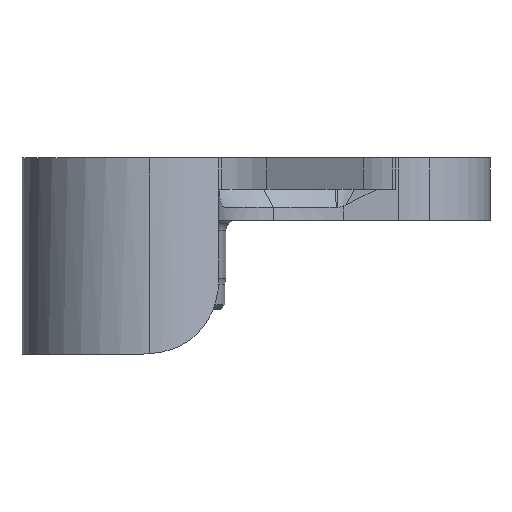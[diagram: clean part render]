
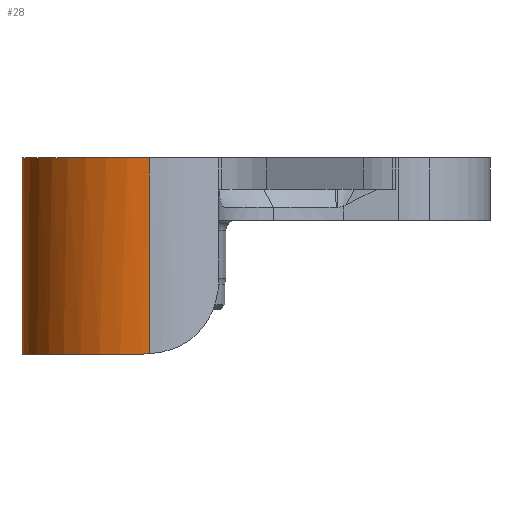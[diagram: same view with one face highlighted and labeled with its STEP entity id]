
A CAD part, left-side view. The second image highlights one B-rep face of the part: STEP entity #28.
In plain terms, the highlighted cylindrical face has radius 14.287 mm (diameter 28.575 mm), a partial arc.
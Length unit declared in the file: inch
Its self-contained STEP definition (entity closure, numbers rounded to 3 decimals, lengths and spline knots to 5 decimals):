
#10 = CARTESIAN_POINT ( 'NONE',  ( -0.56148, 0.03378, -0.729 ) ) ;
#27 = DIRECTION ( 'NONE',  ( 1., 0., 0. ) ) ;
#28 = ADVANCED_FACE ( 'NONE', ( #1716 ), #69, .T. ) ;
#56 = VECTOR ( 'NONE', #124, 39.37008 ) ;
#69 = CYLINDRICAL_SURFACE ( 'NONE', #1207, 0.5625 ) ;
#78 = CARTESIAN_POINT ( 'NONE',  ( 0.19551, 0.52743, -0.729 ) ) ;
#108 = EDGE_CURVE ( 'NONE', #2232, #533, #1088, .T. ) ;
#120 = CARTESIAN_POINT ( 'NONE',  ( 0.48303, 0.2883, -0.14367 ) ) ;
#124 = DIRECTION ( 'NONE',  ( 0., 0., -1. ) ) ;
#125 = EDGE_CURVE ( 'NONE', #1397, #968, #995, .T. ) ;
#137 = CARTESIAN_POINT ( 'NONE',  ( 0.45009, 0.33751, -0.54846 ) ) ;
#138 = ORIENTED_EDGE ( 'NONE', *, *, #1017, .F. ) ;
#149 = CARTESIAN_POINT ( 'NONE',  ( 0.29713, 0.47775, -0.71478 ) ) ;
#247 = VERTEX_POINT ( 'NONE', #1094 ) ;
#303 = CARTESIAN_POINT ( 'NONE',  ( 0.47117, 0.30726, -0.394 ) ) ;
#307 = CARTESIAN_POINT ( 'NONE',  ( 0.49424, 0.26858, -0.138 ) ) ;
#323 = CARTESIAN_POINT ( 'NONE',  ( 0.46441, 0.3174, -0.48428 ) ) ;
#339 = CARTESIAN_POINT ( 'NONE',  ( 0.34972, 0.44101, -0.69097 ) ) ;
#351 = DIRECTION ( 'NONE',  ( 0., 0., -1. ) ) ;
#356 = VECTOR ( 'NONE', #1507, 39.37008 ) ;
#413 = CARTESIAN_POINT ( 'NONE',  ( 0.47117, 0.30726, -0.183 ) ) ;
#445 = AXIS2_PLACEMENT_3D ( 'NONE', #2225, #476, #1253 ) ;
#454 = VERTEX_POINT ( 'NONE', #413 ) ;
#456 = EDGE_CURVE ( 'NONE', #533, #1679, #895, .T. ) ;
#466 = LINE ( 'NONE', #1243, #1336 ) ;
#476 = DIRECTION ( 'NONE',  ( 0., 0., 1. ) ) ;
#485 = ORIENTED_EDGE ( 'NONE', *, *, #108, .T. ) ;
#488 = CARTESIAN_POINT ( 'NONE',  ( -0.5625, 0.0112, -0.72863 ) ) ;
#516 = CARTESIAN_POINT ( 'NONE',  ( 0.47117, 0.30726, -0.41709 ) ) ;
#525 = EDGE_CURVE ( 'NONE', #1747, #968, #658, .T. ) ;
#531 = CARTESIAN_POINT ( 'NONE',  ( 0.39284, 0.4027, -0.65341 ) ) ;
#533 = VERTEX_POINT ( 'NONE', #1717 ) ;
#604 = ORIENTED_EDGE ( 'NONE', *, *, #125, .T. ) ;
#638 = ORIENTED_EDGE ( 'NONE', *, *, #941, .F. ) ;
#658 = CIRCLE ( 'NONE', #2086, 0.5625 ) ;
#668 = ORIENTED_EDGE ( 'NONE', *, *, #2412, .T. ) ;
#696 = CARTESIAN_POINT ( 'NONE',  ( 0.47182, 0.30626, -0.17114 ) ) ;
#716 = CARTESIAN_POINT ( 'NONE',  ( 0.41607, 0.37861, -0.62261 ) ) ;
#722 = CARTESIAN_POINT ( 'NONE',  ( -0.5625, 0., 0.138 ) ) ;
#729 = CARTESIAN_POINT ( 'NONE',  ( 0.21713, 0.51941, -0.729 ) ) ;
#843 = CARTESIAN_POINT ( 'NONE',  ( 0., 0., 0.138 ) ) ;
#886 = CARTESIAN_POINT ( 'NONE',  ( 0.48044, 0.29258, -0.14701 ) ) ;
#895 = CIRCLE ( 'NONE', #2330, 0.5625 ) ;
#904 = CARTESIAN_POINT ( 'NONE',  ( 0.44336, 0.34642, -0.56828 ) ) ;
#918 = CARTESIAN_POINT ( 'NONE',  ( 0.27788, 0.4892, -0.72019 ) ) ;
#941 = EDGE_CURVE ( 'NONE', #1397, #454, #466, .T. ) ;
#968 = VERTEX_POINT ( 'NONE', #78 ) ;
#989 = CARTESIAN_POINT ( 'NONE',  ( 0., 0., -0.138 ) ) ;
#995 = B_SPLINE_CURVE_WITH_KNOTS ( 'NONE', 3,
 ( #2263, #516, #1294, #2073, #323, #1099, #1883, #137, #904, #1692, #2466, #716, #1502, #2278, #531, #1308, #2088, #339, #1116, #1896, #149, #918, #1706, #2482, #729, #1514 ),
 .UNSPECIFIED., .F., .F.,
 ( 4, 2, 2, 2, 2, 2, 2, 2, 2, 2, 2, 2, 4 ),
 ( 0., 0.00173, 0.0026, 0.00347, 0.0052, 0.00607, 0.00694, 0.0078, 0.00867, 0.01041, 0.01127, 0.01214, 0.01387 ),
 .UNSPECIFIED. ) ;
#999 = B_SPLINE_CURVE_WITH_KNOTS ( 'NONE', 3,
 ( #1457, #2235, #488, #1264 ),
 .UNSPECIFIED., .F., .F.,
 ( 4, 4 ),
 ( 0., 0.00085 ),
 .UNSPECIFIED. ) ;
#1017 = EDGE_CURVE ( 'NONE', #1374, #247, #2473, .T. ) ;
#1032 = ORIENTED_EDGE ( 'NONE', *, *, #456, .T. ) ;
#1081 = CARTESIAN_POINT ( 'NONE',  ( 0.4914, 0.27381, -0.138 ) ) ;
#1088 = LINE ( 'NONE', #1869, #56 ) ;
#1094 = CARTESIAN_POINT ( 'NONE',  ( -0.5625, 0., -0.72785 ) ) ;
#1099 = CARTESIAN_POINT ( 'NONE',  ( 0.46045, 0.32311, -0.50618 ) ) ;
#1116 = CARTESIAN_POINT ( 'NONE',  ( 0.33328, 0.45365, -0.70041 ) ) ;
#1127 = DIRECTION ( 'NONE',  ( -1., 0., 0. ) ) ;
#1190 = ORIENTED_EDGE ( 'NONE', *, *, #1350, .T. ) ;
#1207 = AXIS2_PLACEMENT_3D ( 'NONE', #843, #1628, #2405 ) ;
#1243 = CARTESIAN_POINT ( 'NONE',  ( 0.47117, 0.30726, -0.729 ) ) ;
#1253 = DIRECTION ( 'NONE',  ( 1., 0., 0. ) ) ;
#1264 = CARTESIAN_POINT ( 'NONE',  ( -0.5625, 0., -0.72785 ) ) ;
#1294 = CARTESIAN_POINT ( 'NONE',  ( 0.46989, 0.30924, -0.43977 ) ) ;
#1308 = CARTESIAN_POINT ( 'NONE',  ( 0.37952, 0.41528, -0.66702 ) ) ;
#1336 = VECTOR ( 'NONE', #2021, 39.37008 ) ;
#1350 = EDGE_CURVE ( 'NONE', #1747, #247, #999, .T. ) ;
#1374 = VERTEX_POINT ( 'NONE', #1469 ) ;
#1397 = VERTEX_POINT ( 'NONE', #303 ) ;
#1457 = CARTESIAN_POINT ( 'NONE',  ( -0.56148, 0.03378, -0.729 ) ) ;
#1464 = EDGE_CURVE ( 'NONE', #2232, #1374, #1539, .T. ) ;
#1469 = CARTESIAN_POINT ( 'NONE',  ( -0.5625, 0., 0.138 ) ) ;
#1483 = CARTESIAN_POINT ( 'NONE',  ( 0.47117, 0.30726, -0.17705 ) ) ;
#1502 = CARTESIAN_POINT ( 'NONE',  ( 0.41067, 0.38448, -0.63076 ) ) ;
#1507 = DIRECTION ( 'NONE',  ( 0., 0., -1. ) ) ;
#1514 = CARTESIAN_POINT ( 'NONE',  ( 0.19551, 0.52743, -0.729 ) ) ;
#1539 = CIRCLE ( 'NONE', #445, 0.5625 ) ;
#1628 = DIRECTION ( 'NONE',  ( 0., 0., -1. ) ) ;
#1673 = CARTESIAN_POINT ( 'NONE',  ( 0.47606, 0.29965, -0.1553 ) ) ;
#1679 = VERTEX_POINT ( 'NONE', #2508 ) ;
#1692 = CARTESIAN_POINT ( 'NONE',  ( 0.43077, 0.36178, -0.5963 ) ) ;
#1706 = CARTESIAN_POINT ( 'NONE',  ( 0.26805, 0.49466, -0.72237 ) ) ;
#1716 = FACE_OUTER_BOUND ( 'NONE', #2000, .T. ) ;
#1717 = CARTESIAN_POINT ( 'NONE',  ( 0.5625, 0., -0.138 ) ) ;
#1747 = VERTEX_POINT ( 'NONE', #10 ) ;
#1778 = DIRECTION ( 'NONE',  ( 0., 0., 1. ) ) ;
#1795 = ORIENTED_EDGE ( 'NONE', *, *, #525, .F. ) ;
#1863 = CARTESIAN_POINT ( 'NONE',  ( 0.48853, 0.27889, -0.13916 ) ) ;
#1869 = CARTESIAN_POINT ( 'NONE',  ( 0.5625, 0., 0.138 ) ) ;
#1883 = CARTESIAN_POINT ( 'NONE',  ( 0.45811, 0.32644, -0.51701 ) ) ;
#1896 = CARTESIAN_POINT ( 'NONE',  ( 0.30647, 0.47181, -0.71156 ) ) ;
#2000 = EDGE_LOOP ( 'NONE', ( #2244, #485, #1032, #668, #638, #604, #1795, #1190, #138 ) ) ;
#2021 = DIRECTION ( 'NONE',  ( 0., 0., 1. ) ) ;
#2073 = CARTESIAN_POINT ( 'NONE',  ( 0.46602, 0.31501, -0.47322 ) ) ;
#2086 = AXIS2_PLACEMENT_3D ( 'NONE', #2103, #351, #1127 ) ;
#2088 = CARTESIAN_POINT ( 'NONE',  ( 0.37236, 0.42172, -0.67341 ) ) ;
#2103 = CARTESIAN_POINT ( 'NONE',  ( 0., 0., -0.729 ) ) ;
#2177 = CARTESIAN_POINT ( 'NONE',  ( 0.5625, 0., 0.138 ) ) ;
#2225 = CARTESIAN_POINT ( 'NONE',  ( 0., 0., 0.138 ) ) ;
#2232 = VERTEX_POINT ( 'NONE', #2177 ) ;
#2235 = CARTESIAN_POINT ( 'NONE',  ( -0.56217, 0.02246, -0.729 ) ) ;
#2244 = ORIENTED_EDGE ( 'NONE', *, *, #1464, .F. ) ;
#2259 = CARTESIAN_POINT ( 'NONE',  ( 0.47117, 0.30726, -0.183 ) ) ;
#2263 = CARTESIAN_POINT ( 'NONE',  ( 0.47117, 0.30726, -0.394 ) ) ;
#2278 = CARTESIAN_POINT ( 'NONE',  ( 0.39905, 0.39652, -0.64616 ) ) ;
#2330 = AXIS2_PLACEMENT_3D ( 'NONE', #989, #1778, #27 ) ;
#2405 = DIRECTION ( 'NONE',  ( -1., 0., 0. ) ) ;
#2412 = EDGE_CURVE ( 'NONE', #1679, #454, #2475, .T. ) ;
#2447 = CARTESIAN_POINT ( 'NONE',  ( 0.47426, 0.30248, -0.16032 ) ) ;
#2466 = CARTESIAN_POINT ( 'NONE',  ( 0.42612, 0.36727, -0.6054 ) ) ;
#2473 = LINE ( 'NONE', #722, #356 ) ;
#2475 = B_SPLINE_CURVE_WITH_KNOTS ( 'NONE', 3,
 ( #307, #1081, #1863, #120, #886, #1673, #2447, #696, #1483, #2259 ),
 .UNSPECIFIED., .F., .F.,
 ( 4, 2, 2, 2, 4 ),
 ( 0., 0.00045, 0.00089, 0.00134, 0.00179 ),
 .UNSPECIFIED. ) ;
#2482 = CARTESIAN_POINT ( 'NONE',  ( 0.23797, 0.51018, -0.72747 ) ) ;
#2508 = CARTESIAN_POINT ( 'NONE',  ( 0.49424, 0.26858, -0.138 ) ) ;
